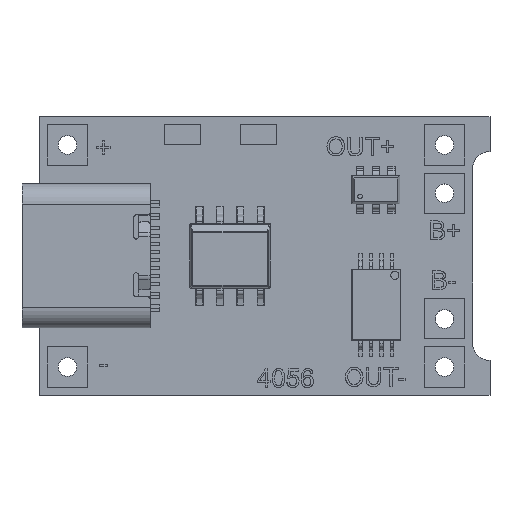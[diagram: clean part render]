
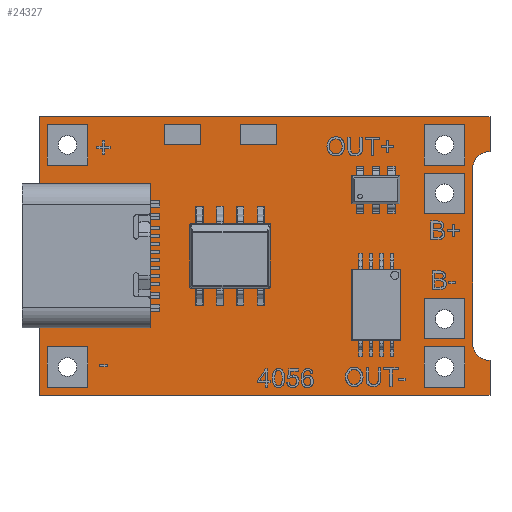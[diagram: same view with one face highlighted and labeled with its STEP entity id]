
A CAD part, top view. The second image highlights one B-rep face of the part: STEP entity #24327.
In plain terms, the highlighted planar face has unit normal (0, 0, 1).
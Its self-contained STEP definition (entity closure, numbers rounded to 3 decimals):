
#319=FACE_BOUND('',#4673,.T.);
#320=FACE_BOUND('',#4674,.T.);
#321=FACE_BOUND('',#4675,.T.);
#322=FACE_BOUND('',#4676,.T.);
#323=FACE_BOUND('',#4677,.T.);
#324=FACE_BOUND('',#4678,.T.);
#2022=PLANE('',#26417);
#3250=FACE_OUTER_BOUND('',#4672,.T.);
#4672=EDGE_LOOP('',(#20933,#20934,#20935,#20936,#20937,#20938,#20939,#20940));
#4673=EDGE_LOOP('',(#20941));
#4674=EDGE_LOOP('',(#20942));
#4675=EDGE_LOOP('',(#20943));
#4676=EDGE_LOOP('',(#20944));
#4677=EDGE_LOOP('',(#20945));
#4678=EDGE_LOOP('',(#20946));
#6793=LINE('',#43346,#9144);
#6796=LINE('',#43352,#9147);
#6799=LINE('',#43358,#9150);
#6802=LINE('',#43364,#9153);
#6805=LINE('',#43370,#9156);
#6809=LINE('',#43382,#9160);
#9144=VECTOR('',#31306,10.);
#9147=VECTOR('',#31311,10.);
#9150=VECTOR('',#31316,10.);
#9153=VECTOR('',#31321,10.);
#9156=VECTOR('',#31326,10.);
#9160=VECTOR('',#31338,10.);
#10338=CIRCLE('',#26388,0.575);
#10340=CIRCLE('',#26391,0.575);
#10342=CIRCLE('',#26394,0.575);
#10344=CIRCLE('',#26397,0.575);
#10346=CIRCLE('',#26400,0.575);
#10348=CIRCLE('',#26403,0.575);
#10351=CIRCLE('',#26412,1.08);
#10353=CIRCLE('',#26416,1.08);
#11825=VERTEX_POINT('',#43304);
#11827=VERTEX_POINT('',#43310);
#11829=VERTEX_POINT('',#43316);
#11831=VERTEX_POINT('',#43322);
#11833=VERTEX_POINT('',#43328);
#11835=VERTEX_POINT('',#43334);
#11839=VERTEX_POINT('',#43343);
#11840=VERTEX_POINT('',#43345);
#11842=VERTEX_POINT('',#43351);
#11844=VERTEX_POINT('',#43357);
#11846=VERTEX_POINT('',#43363);
#11848=VERTEX_POINT('',#43369);
#11850=VERTEX_POINT('',#43375);
#11852=VERTEX_POINT('',#43381);
#14963=EDGE_CURVE('',#11825,#11825,#10338,.T.);
#14966=EDGE_CURVE('',#11827,#11827,#10340,.T.);
#14969=EDGE_CURVE('',#11829,#11829,#10342,.T.);
#14972=EDGE_CURVE('',#11831,#11831,#10344,.T.);
#14975=EDGE_CURVE('',#11833,#11833,#10346,.T.);
#14978=EDGE_CURVE('',#11835,#11835,#10348,.T.);
#14983=EDGE_CURVE('',#11840,#11839,#6793,.T.);
#14986=EDGE_CURVE('',#11842,#11840,#6796,.T.);
#14989=EDGE_CURVE('',#11844,#11842,#6799,.T.);
#14992=EDGE_CURVE('',#11846,#11844,#6802,.T.);
#14995=EDGE_CURVE('',#11848,#11846,#6805,.T.);
#14998=EDGE_CURVE('',#11850,#11848,#10351,.T.);
#15001=EDGE_CURVE('',#11852,#11850,#6809,.T.);
#15004=EDGE_CURVE('',#11839,#11852,#10353,.T.);
#20933=ORIENTED_EDGE('',*,*,#15004,.T.);
#20934=ORIENTED_EDGE('',*,*,#15001,.T.);
#20935=ORIENTED_EDGE('',*,*,#14998,.T.);
#20936=ORIENTED_EDGE('',*,*,#14995,.T.);
#20937=ORIENTED_EDGE('',*,*,#14992,.T.);
#20938=ORIENTED_EDGE('',*,*,#14989,.T.);
#20939=ORIENTED_EDGE('',*,*,#14986,.T.);
#20940=ORIENTED_EDGE('',*,*,#14983,.T.);
#20941=ORIENTED_EDGE('',*,*,#14963,.T.);
#20942=ORIENTED_EDGE('',*,*,#14966,.T.);
#20943=ORIENTED_EDGE('',*,*,#14969,.T.);
#20944=ORIENTED_EDGE('',*,*,#14972,.T.);
#20945=ORIENTED_EDGE('',*,*,#14975,.T.);
#20946=ORIENTED_EDGE('',*,*,#14978,.T.);
#24327=ADVANCED_FACE('',(#3250,#319,#320,#321,#322,#323,#324),#2022,.T.);
#26388=AXIS2_PLACEMENT_3D('',#43305,#31262,#31263);
#26391=AXIS2_PLACEMENT_3D('',#43311,#31269,#31270);
#26394=AXIS2_PLACEMENT_3D('',#43317,#31276,#31277);
#26397=AXIS2_PLACEMENT_3D('',#43323,#31283,#31284);
#26400=AXIS2_PLACEMENT_3D('',#43329,#31290,#31291);
#26403=AXIS2_PLACEMENT_3D('',#43335,#31297,#31298);
#26412=AXIS2_PLACEMENT_3D('',#43376,#31332,#31333);
#26416=AXIS2_PLACEMENT_3D('',#43386,#31344,#31345);
#26417=AXIS2_PLACEMENT_3D('',#43387,#31346,#31347);
#31262=DIRECTION('center_axis',(0.,0.,-1.));
#31263=DIRECTION('ref_axis',(-1.,0.,0.));
#31269=DIRECTION('center_axis',(0.,0.,-1.));
#31270=DIRECTION('ref_axis',(-1.,0.,0.));
#31276=DIRECTION('center_axis',(0.,0.,-1.));
#31277=DIRECTION('ref_axis',(-1.,0.,0.));
#31283=DIRECTION('center_axis',(0.,0.,-1.));
#31284=DIRECTION('ref_axis',(-1.,0.,0.));
#31290=DIRECTION('center_axis',(0.,0.,-1.));
#31291=DIRECTION('ref_axis',(-1.,0.,0.));
#31297=DIRECTION('center_axis',(0.,0.,-1.));
#31298=DIRECTION('ref_axis',(-1.,0.,0.));
#31306=DIRECTION('',(0.,1.,0.));
#31311=DIRECTION('',(1.,0.,0.));
#31316=DIRECTION('',(0.,-1.,0.));
#31321=DIRECTION('',(-1.,0.,0.));
#31326=DIRECTION('',(0.,1.,0.));
#31332=DIRECTION('center_axis',(0.,0.,-1.));
#31333=DIRECTION('ref_axis',(0.001,1.,0.));
#31338=DIRECTION('',(0.,1.,0.));
#31344=DIRECTION('center_axis',(0.,0.,-1.));
#31345=DIRECTION('ref_axis',(-1.,0.,0.));
#31346=DIRECTION('center_axis',(0.,0.,1.));
#31347=DIRECTION('ref_axis',(1.,0.,0.));
#43304=CARTESIAN_POINT('',(25.744,15.55,1.6));
#43305=CARTESIAN_POINT('Origin',(25.169,15.55,1.6));
#43310=CARTESIAN_POINT('',(25.744,1.75,1.6));
#43311=CARTESIAN_POINT('Origin',(25.169,1.75,1.6));
#43316=CARTESIAN_POINT('',(2.325,1.75,1.6));
#43317=CARTESIAN_POINT('Origin',(1.75,1.75,1.6));
#43322=CARTESIAN_POINT('',(25.744,12.55,1.6));
#43323=CARTESIAN_POINT('Origin',(25.169,12.55,1.6));
#43328=CARTESIAN_POINT('',(25.744,4.734,1.6));
#43329=CARTESIAN_POINT('Origin',(25.169,4.734,1.6));
#43334=CARTESIAN_POINT('',(2.325,15.55,1.6));
#43335=CARTESIAN_POINT('Origin',(1.75,15.55,1.6));
#43343=CARTESIAN_POINT('',(28.,2.159,1.6));
#43345=CARTESIAN_POINT('',(28.,0.,1.6));
#43346=CARTESIAN_POINT('',(28.,2.159,1.6));
#43351=CARTESIAN_POINT('',(0.,0.,1.6));
#43352=CARTESIAN_POINT('',(0.,0.,1.6));
#43357=CARTESIAN_POINT('',(0.,17.3,1.6));
#43358=CARTESIAN_POINT('',(0.,17.3,1.6));
#43363=CARTESIAN_POINT('',(28.,17.3,1.6));
#43364=CARTESIAN_POINT('',(28.,17.3,1.6));
#43369=CARTESIAN_POINT('',(28.,15.141,1.6));
#43370=CARTESIAN_POINT('',(28.,15.141,1.6));
#43375=CARTESIAN_POINT('',(26.919,14.061,1.6));
#43376=CARTESIAN_POINT('Origin',(27.999,14.061,1.6));
#43381=CARTESIAN_POINT('',(26.919,3.239,1.6));
#43382=CARTESIAN_POINT('',(26.919,3.239,1.6));
#43386=CARTESIAN_POINT('Origin',(27.999,3.239,1.6));
#43387=CARTESIAN_POINT('Origin',(14.,8.65,1.6));
